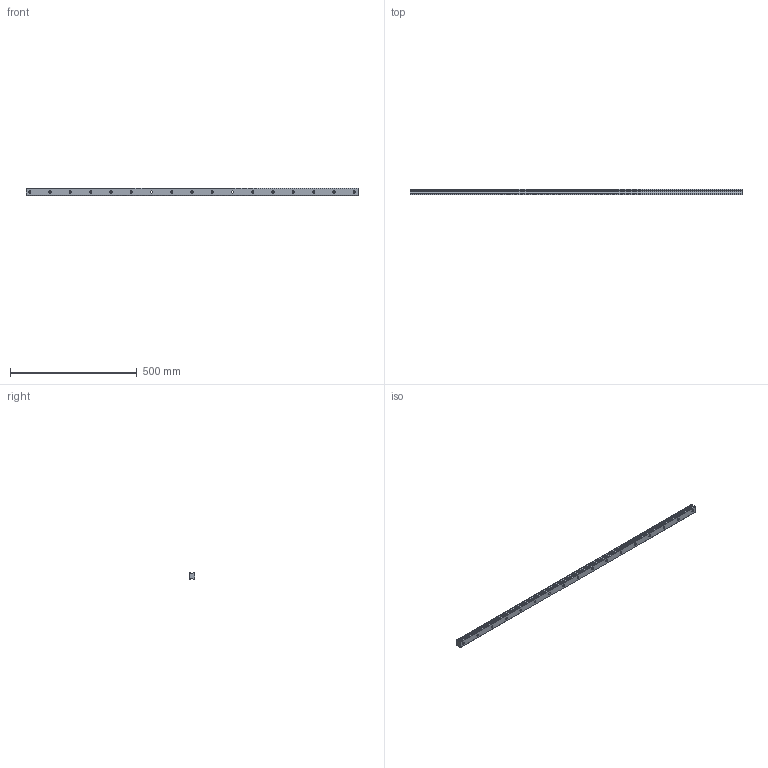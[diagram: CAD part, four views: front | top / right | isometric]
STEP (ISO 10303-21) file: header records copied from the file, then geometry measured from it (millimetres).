
FILE_DESCRIPTION (( 'STEP AP214' ), '1' );
FILE_NAME ('SHS30C1SS-1310L_G15_0_B-M6F_602_0_0_0_1.STEP', '2021-06-21T12:01:26', ( '' ), ( '' ), 'SwSTEP 2.0', 'SolidWorks 2021', '' );
FILE_SCHEMA (( 'AUTOMOTIVE_DESIGN' ));
Length unit declared in the file: millimetre
Products named in the file (2): SHS30C1SS-1310L_G15_0_B-M6F_602_0_0_0_1; _SHS30C131015 Track
Assembly tree (1 placements, depth 2):
  SHS30C1SS-1310L_G15_0_B-M6F_602_0_0_0_1
    _SHS30C131015 Track
Bounding box: 1310 x 23 x 28 mm (x, y, z)
Volume: 716552.5 mm3; surface area: 148129.2 mm2
Topology: 1 solids, 1 shells, 122 faces, 309 edges, 206 vertices
Faces by surface type: cylinder 89, plane 33
Entity records: 3905 total; most frequent: DIRECTION 739, CARTESIAN_POINT 641, ORIENTED_EDGE 618, EDGE_CURVE 309, AXIS2_PLACEMENT_3D 304, VERTEX_POINT 206, CIRCLE 178, EDGE_LOOP 173
